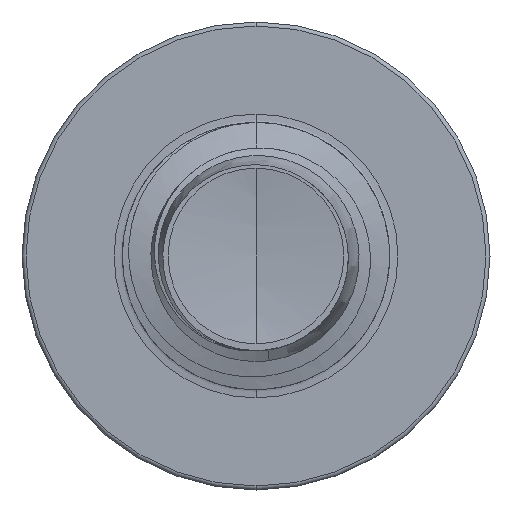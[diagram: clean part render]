
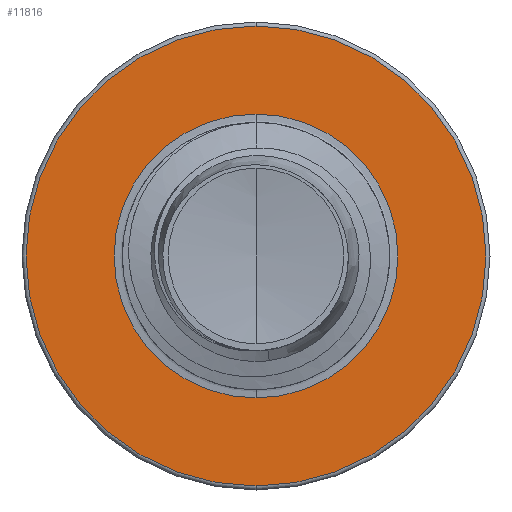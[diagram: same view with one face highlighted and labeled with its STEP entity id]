
A CAD part, front view. The second image highlights one B-rep face of the part: STEP entity #11816.
In plain terms, the highlighted planar face has unit normal (0, -1, 0).
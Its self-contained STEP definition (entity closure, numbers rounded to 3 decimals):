
#102 = DIRECTION ( 'NONE',  ( 0., 1., 0. ) ) ;
#412 = AXIS2_PLACEMENT_3D ( 'NONE', #7818, #5328, #13578 ) ;
#1137 = AXIS2_PLACEMENT_3D ( 'NONE', #7728, #102, #8901 ) ;
#1141 = AXIS2_PLACEMENT_3D ( 'NONE', #3887, #12303, #5178 ) ;
#1333 = VERTEX_POINT ( 'NONE', #12088 ) ;
#1443 = AXIS2_PLACEMENT_3D ( 'NONE', #4214, #12586, #5504 ) ;
#2748 = EDGE_LOOP ( 'NONE', ( #8461, #8814 ) ) ;
#3620 = CIRCLE ( 'NONE', #1141, 3.186 ) ;
#3887 = CARTESIAN_POINT ( 'NONE',  ( 0., 6.5, 0. ) ) ;
#4047 = VERTEX_POINT ( 'NONE', #7156 ) ;
#4214 = CARTESIAN_POINT ( 'NONE',  ( 0., 6.5, 0. ) ) ;
#5178 = DIRECTION ( 'NONE',  ( 0., 0., 1. ) ) ;
#5328 = DIRECTION ( 'NONE',  ( 0., 1., 0. ) ) ;
#5504 = DIRECTION ( 'NONE',  ( 0., 0., 1. ) ) ;
#5838 = CARTESIAN_POINT ( 'NONE',  ( 0., 6.5, -5.16 ) ) ;
#6652 = AXIS2_PLACEMENT_3D ( 'NONE', #7605, #15641, #8777 ) ;
#6913 = ORIENTED_EDGE ( 'NONE', *, *, #8835, .F. ) ;
#7156 = CARTESIAN_POINT ( 'NONE',  ( 0., 6.5, -3.186 ) ) ;
#7605 = CARTESIAN_POINT ( 'NONE',  ( 0., 6.5, 0. ) ) ;
#7610 = ORIENTED_EDGE ( 'NONE', *, *, #10488, .F. ) ;
#7728 = CARTESIAN_POINT ( 'NONE',  ( 0., 6.5, 0. ) ) ;
#7818 = CARTESIAN_POINT ( 'NONE',  ( 0., 6.5, -3.186 ) ) ;
#8124 = CIRCLE ( 'NONE', #1443, 3.186 ) ;
#8254 = EDGE_LOOP ( 'NONE', ( #6913, #7610 ) ) ;
#8461 = ORIENTED_EDGE ( 'NONE', *, *, #10470, .T. ) ;
#8777 = DIRECTION ( 'NONE',  ( 0., 0., 1. ) ) ;
#8814 = ORIENTED_EDGE ( 'NONE', *, *, #10244, .T. ) ;
#8835 = EDGE_CURVE ( 'NONE', #1333, #10992, #15327, .T. ) ;
#8901 = DIRECTION ( 'NONE',  ( 0., 0., 1. ) ) ;
#10230 = VERTEX_POINT ( 'NONE', #13548 ) ;
#10244 = EDGE_CURVE ( 'NONE', #4047, #10230, #8124, .T. ) ;
#10359 = FACE_OUTER_BOUND ( 'NONE', #8254, .T. ) ;
#10470 = EDGE_CURVE ( 'NONE', #10230, #4047, #3620, .T. ) ;
#10488 = EDGE_CURVE ( 'NONE', #10992, #1333, #12795, .T. ) ;
#10992 = VERTEX_POINT ( 'NONE', #5838 ) ;
#11816 = ADVANCED_FACE ( 'NONE', ( #10359, #13338 ), #12429, .F. ) ;
#12088 = CARTESIAN_POINT ( 'NONE',  ( 0., 6.5, 5.16 ) ) ;
#12303 = DIRECTION ( 'NONE',  ( 0., 1., 0. ) ) ;
#12429 = PLANE ( 'NONE',  #412 ) ;
#12586 = DIRECTION ( 'NONE',  ( 0., 1., 0. ) ) ;
#12795 = CIRCLE ( 'NONE', #1137, 5.16 ) ;
#13338 = FACE_BOUND ( 'NONE', #2748, .T. ) ;
#13548 = CARTESIAN_POINT ( 'NONE',  ( 0., 6.5, 3.186 ) ) ;
#13578 = DIRECTION ( 'NONE',  ( 0., 0., 1. ) ) ;
#15327 = CIRCLE ( 'NONE', #6652, 5.16 ) ;
#15641 = DIRECTION ( 'NONE',  ( 0., 1., 0. ) ) ;
